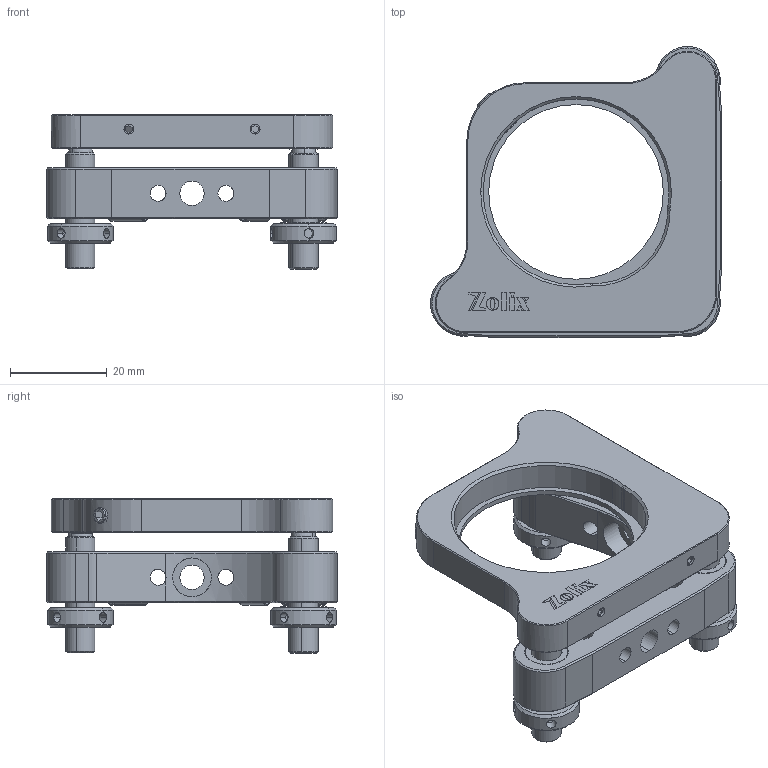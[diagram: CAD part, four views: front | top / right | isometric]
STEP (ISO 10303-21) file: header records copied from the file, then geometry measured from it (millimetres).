
FILE_DESCRIPTION (( 'STEP AP203' ), '1' );
FILE_NAME ('NMHS38.1.STEP', '2019-04-30T06:23:34', ( 'User' ), ( 'User' ), 'SwSTEP 2.0', 'SolidWorks 2016', '' );
FILE_SCHEMA (( 'CONFIG_CONTROL_DESIGN' ));
Length unit declared in the file: millimetre
Products named in the file (1): NMHS38.1
Bounding box: 60 x 60 x 31.94 mm (x, y, z)
Surface area: 16288.7 mm2 (no closed solid volume)
Topology: 0 solids, 37 shells, 473 faces, 1479 edges, 1023 vertices
Faces by surface type: plane 188, cylinder 159, cone 118, sphere 6, torus 2
Entity records: 17135 total; most frequent: CARTESIAN_POINT 4000, DIRECTION 2769, ORIENTED_EDGE 2437, EDGE_CURVE 1446, VERTEX_POINT 1014, VECTOR 923, AXIS2_PLACEMENT_3D 923, LINE 923
